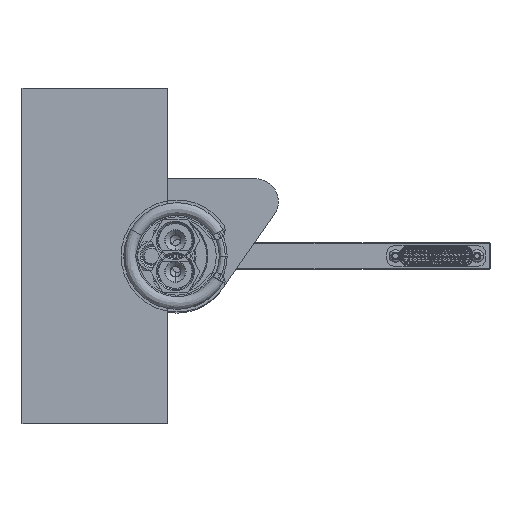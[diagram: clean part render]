
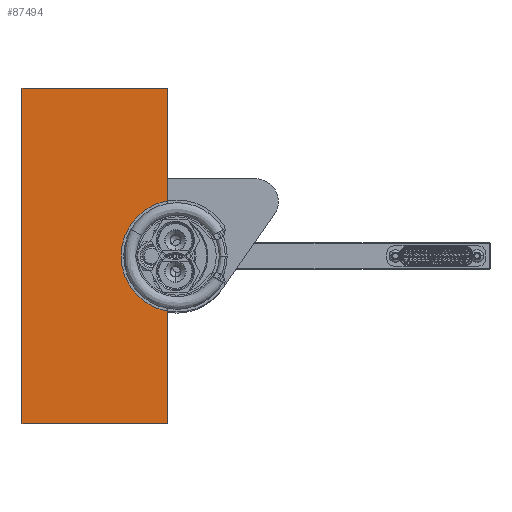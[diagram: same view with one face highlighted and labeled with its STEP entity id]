
A CAD part, front view. The second image highlights one B-rep face of the part: STEP entity #87494.
In plain terms, the highlighted face is planar.
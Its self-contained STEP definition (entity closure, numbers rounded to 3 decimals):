
#4979 = CARTESIAN_POINT ( 'NONE',  ( -75., 65., 0. ) ) ;
#5100 = ORIENTED_EDGE ( 'NONE', *, *, #22898, .F. ) ;
#7512 = DIRECTION ( 'NONE',  ( 1., 0., 0. ) ) ;
#8865 = EDGE_CURVE ( 'NONE', #98035, #51368, #122215, .T. ) ;
#8983 = EDGE_CURVE ( 'NONE', #59768, #45906, #64620, .T. ) ;
#9047 = ORIENTED_EDGE ( 'NONE', *, *, #8865, .F. ) ;
#17403 = EDGE_CURVE ( 'NONE', #116468, #98035, #97225, .T. ) ;
#19566 = EDGE_LOOP ( 'NONE', ( #54385, #5100, #19780, #43652, #99607, #9047 ) ) ;
#19780 = ORIENTED_EDGE ( 'NONE', *, *, #71480, .F. ) ;
#22898 = EDGE_CURVE ( 'NONE', #113359, #116468, #104378, .T. ) ;
#23337 = EDGE_CURVE ( 'NONE', #51368, #59768, #108652, .T. ) ;
#23379 = VECTOR ( 'NONE', #66639, 1000. ) ;
#29383 = AXIS2_PLACEMENT_3D ( 'NONE', #41149, #96554, #88232 ) ;
#30904 = CARTESIAN_POINT ( 'NONE',  ( -75., 0., 0. ) ) ;
#35258 = CARTESIAN_POINT ( 'NONE',  ( -17.5, 0., 0. ) ) ;
#35767 = VECTOR ( 'NONE', #41338, 1000. ) ;
#38031 = VECTOR ( 'NONE', #40760, 1000. ) ;
#38431 = AXIS2_PLACEMENT_3D ( 'NONE', #63895, #73017, #7512 ) ;
#40760 = DIRECTION ( 'NONE',  ( 0., -1., 0. ) ) ;
#41149 = CARTESIAN_POINT ( 'NONE',  ( 0., 0., 0. ) ) ;
#41338 = DIRECTION ( 'NONE',  ( 0., 1., 0. ) ) ;
#41633 = CARTESIAN_POINT ( 'NONE',  ( -75., 0., 0. ) ) ;
#43652 = ORIENTED_EDGE ( 'NONE', *, *, #8983, .F. ) ;
#45906 = VERTEX_POINT ( 'NONE', #95197 ) ;
#51213 = CARTESIAN_POINT ( 'NONE',  ( 0., 0., 0. ) ) ;
#51368 = VERTEX_POINT ( 'NONE', #35258 ) ;
#54385 = ORIENTED_EDGE ( 'NONE', *, *, #17403, .F. ) ;
#59768 = VERTEX_POINT ( 'NONE', #72043 ) ;
#63895 = CARTESIAN_POINT ( 'NONE',  ( 0., 0., 0. ) ) ;
#64620 = LINE ( 'NONE', #51213, #95736 ) ;
#66639 = DIRECTION ( 'NONE',  ( 1., 0., 0. ) ) ;
#71031 = CARTESIAN_POINT ( 'NONE',  ( 75., 0., 0. ) ) ;
#71480 = EDGE_CURVE ( 'NONE', #45906, #113359, #84493, .T. ) ;
#72043 = CARTESIAN_POINT ( 'NONE',  ( 17.5, 0., 0. ) ) ;
#73017 = DIRECTION ( 'NONE',  ( 0., 0., -1. ) ) ;
#77936 = PLANE ( 'NONE',  #29383 ) ;
#84493 = LINE ( 'NONE', #71031, #35767 ) ;
#87494 = ADVANCED_FACE ( 'NONE', ( #104798 ), #77936, .F. ) ;
#88232 = DIRECTION ( 'NONE',  ( 1., 0., 0. ) ) ;
#92999 = DIRECTION ( 'NONE',  ( -1., 0., 0. ) ) ;
#94544 = CARTESIAN_POINT ( 'NONE',  ( 75., 65., 0. ) ) ;
#95197 = CARTESIAN_POINT ( 'NONE',  ( 75., 0., 0. ) ) ;
#95736 = VECTOR ( 'NONE', #109810, 1000. ) ;
#96554 = DIRECTION ( 'NONE',  ( 0., 0., 1. ) ) ;
#97225 = LINE ( 'NONE', #30904, #38031 ) ;
#98035 = VERTEX_POINT ( 'NONE', #41633 ) ;
#99607 = ORIENTED_EDGE ( 'NONE', *, *, #23337, .F. ) ;
#104378 = LINE ( 'NONE', #112786, #105784 ) ;
#104798 = FACE_OUTER_BOUND ( 'NONE', #19566, .T. ) ;
#105784 = VECTOR ( 'NONE', #92999, 1000. ) ;
#108652 = CIRCLE ( 'NONE', #38431, 17.5 ) ;
#109810 = DIRECTION ( 'NONE',  ( 1., 0., 0. ) ) ;
#112786 = CARTESIAN_POINT ( 'NONE',  ( 0., 65., 0. ) ) ;
#113359 = VERTEX_POINT ( 'NONE', #94544 ) ;
#113755 = CARTESIAN_POINT ( 'NONE',  ( 0., 0., 0. ) ) ;
#116468 = VERTEX_POINT ( 'NONE', #4979 ) ;
#122215 = LINE ( 'NONE', #113755, #23379 ) ;
